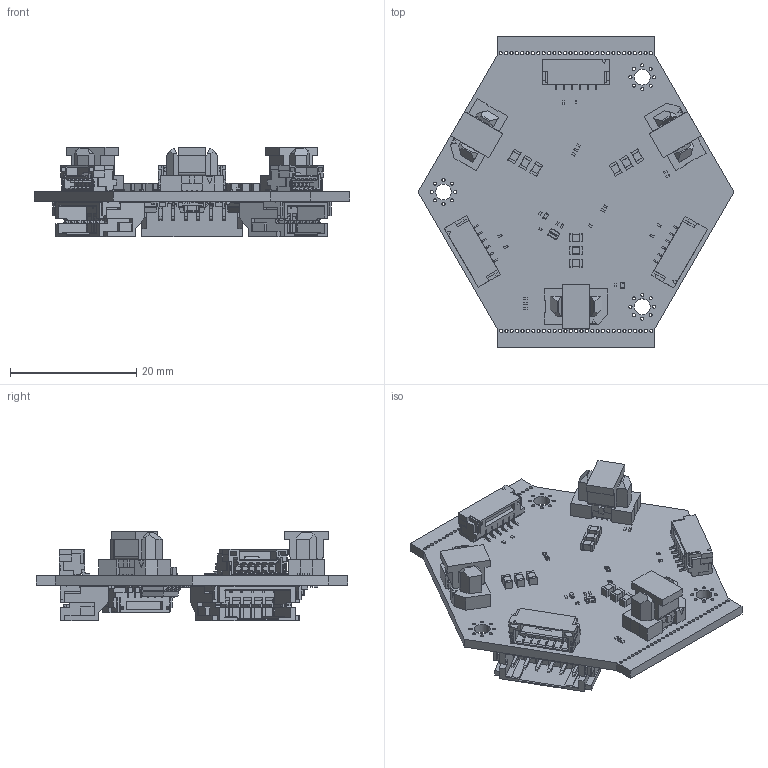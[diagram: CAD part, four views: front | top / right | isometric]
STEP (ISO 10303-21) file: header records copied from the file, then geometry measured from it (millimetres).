
FILE_DESCRIPTION(('KiCad electronic assembly'),'2;1');
FILE_NAME('PCB_BRUSHED.step','2025-11-05T13:48:05',('Pcbnew'),('Kicad'), 'Open CASCADE STEP processor 7.9','KiCad to STEP converter','Unknown' );
FILE_SCHEMA(('AUTOMOTIVE_DESIGN { 1 0 10303 214 1 1 1 1 }'));
Length unit declared in the file: millimetre
Products named in the file (24): PCB_BRUSHED 1; R_0201_0603Metric; C_0201_0603Metric; C_0805_2012Metric; ERM8-005-03.0-L-DV-P; ERM8-005-03.0-DVT; ERM8-005-03.0-DV_pin; ERM8-005-03.0-DV3_pin; PPP-88; SM06B-GHS-TB_LF__SN_; LED_0402_1005Metric; 830069528; Body; Pins; Cover; C_0603_1608Metric; C_0402_1005Metric; S6B-PH-SM4-TB_LF__SN_; DRV8871DDAR; PinsArrayLR; ThermalPad; TPS82150SILR; PCB_BRUSHED_PCB
Assembly tree (85 placements, depth 3):
  PCB_BRUSHED 1
    R_0201_0603Metric  x26
    C_0201_0603Metric  x12
    C_0805_2012Metric  x9
    ERM8-005-03.0-L-DV-P  x3
      ERM8-005-03.0-DVT
      ERM8-005-03.0-DV_pin
      ERM8-005-03.0-DV3_pin
      PPP-88
    SM06B-GHS-TB_LF__SN_  x4
    LED_0402_1005Metric  x2
    830069528
      Body
      Pins
      Cover
    C_0603_1608Metric  x4
    C_0402_1005Metric  x6
    S6B-PH-SM4-TB_LF__SN_  x3
    DRV8871DDAR  x3
      Body
      PinsArrayLR
      ThermalPad
    TPS82150SILR
    PCB_BRUSHED_PCB
Bounding box: 50 x 49.4 x 14.21 mm (x, y, z)
Volume: 4737.1 mm3; surface area: 10465.6 mm2
Topology: 232 solids, 232 shells, 6570 faces, 17374 edges, 11404 vertices
Faces by surface type: plane 5041, cylinder 1501, bspline 17, torus 4, sphere 4, revolution 3
Full cylindrical faces by diameter (mm): 0.487 x3, 0.5 x82, 1.32 x3, 1.45 x6, 2.5 x3
Entity records: 70387 total; most frequent: CARTESIAN_POINT 11620, ORIENTED_EDGE 10320, DIRECTION 9882, EDGE_CURVE 5160, LINE 4205, VECTOR 4205, VERTEX_POINT 3386, AXIS2_PLACEMENT_3D 2838
